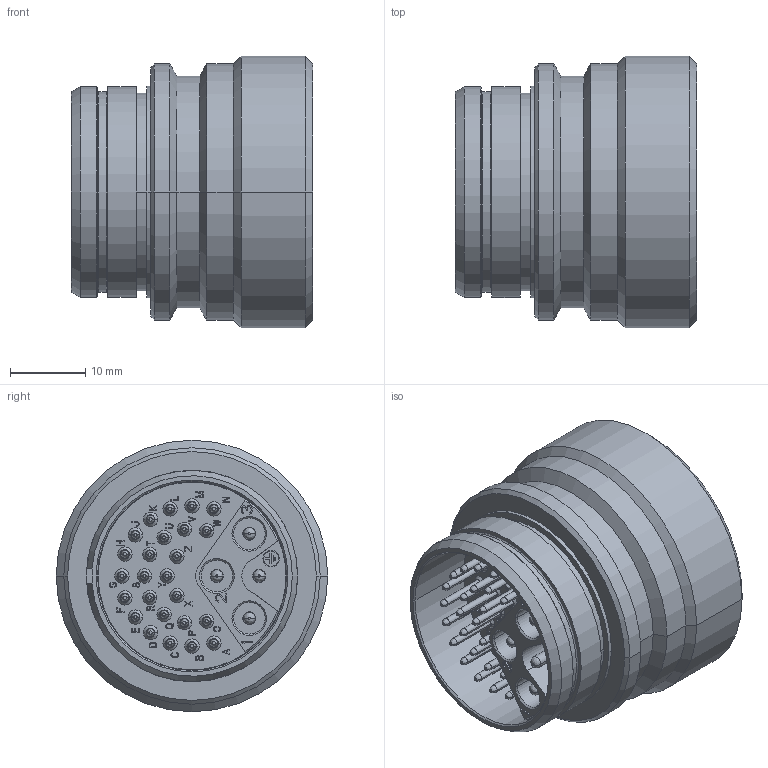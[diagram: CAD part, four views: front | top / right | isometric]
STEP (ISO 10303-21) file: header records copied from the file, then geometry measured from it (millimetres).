
FILE_DESCRIPTION((''),'2;1');
FILE_NAME('1331P529MS','2024-07-24T08:40:06',('paultorloting'),('NET AG system integration'),'CREO PARAMETRIC BY PTC INC, 2021404','CREO PARAMETRIC BY PTC INC, 2021404','');
FILE_SCHEMA(('AUTOMOTIVE_DESIGN { 1 0 10303 214 1 1 1 1 }'));
Length unit declared in the file: millimetre
Products named in the file (1): 1331P529MS
Bounding box: 32 x 36 x 36 mm (x, y, z)
Volume: 13663.8 mm3; surface area: 15416.6 mm2
Topology: 1 solids, 5 shells, 2807 faces, 7242 edges, 4752 vertices
Faces by surface type: plane 1942, cylinder 575, cone 174, bspline 78, torus 38
Entity records: 109759 total; most frequent: CARTESIAN_POINT 21229, ORIENTED_EDGE 14472, DIRECTION 13993, EDGE_CURVE 7236, VECTOR 5296, LINE 5296, VERTEX_POINT 4752, AXIS2_PLACEMENT_3D 4347
